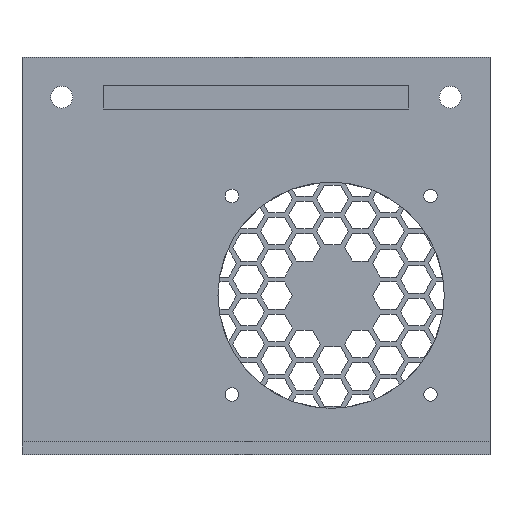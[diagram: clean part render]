
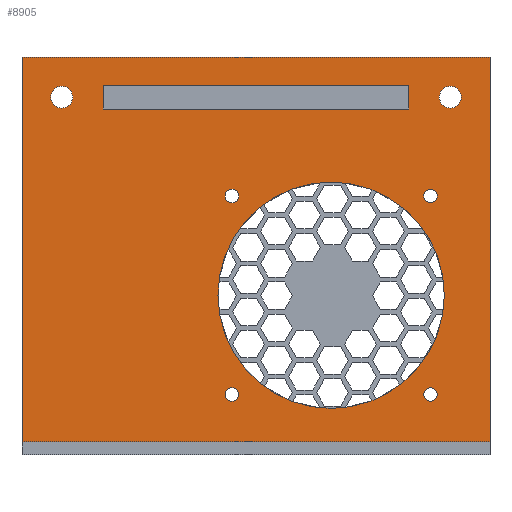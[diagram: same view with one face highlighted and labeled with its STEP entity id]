
A CAD part, top view. The second image highlights one B-rep face of the part: STEP entity #8905.
In plain terms, the highlighted planar face has unit normal (0, 0, 1).
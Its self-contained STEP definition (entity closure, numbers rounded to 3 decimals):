
#2364 = VERTEX_POINT('',#2365);
#2365 = CARTESIAN_POINT('',(58.917,0.,4.75));
#2371 = EDGE_CURVE('',#2364,#2372,#2374,.T.);
#2372 = VERTEX_POINT('',#2373);
#2373 = CARTESIAN_POINT('',(58.917,-96.75,4.75));
#2374 = LINE('',#2375,#2376);
#2375 = CARTESIAN_POINT('',(58.917,0.,4.75));
#2376 = VECTOR('',#2377,1.);
#2377 = DIRECTION('',(0.,-1.,0.));
#2468 = VERTEX_POINT('',#2469);
#2469 = CARTESIAN_POINT('',(-58.917,0.,4.75));
#2475 = EDGE_CURVE('',#2468,#2476,#2478,.T.);
#2476 = VERTEX_POINT('',#2477);
#2477 = CARTESIAN_POINT('',(-58.917,-96.75,4.75));
#2478 = LINE('',#2479,#2480);
#2479 = CARTESIAN_POINT('',(-58.917,0.,4.75));
#2480 = VECTOR('',#2481,1.);
#2481 = DIRECTION('',(0.,-1.,0.));
#2515 = VERTEX_POINT('',#2516);
#2516 = CARTESIAN_POINT('',(48.917,-12.75,4.75));
#2524 = EDGE_CURVE('',#2515,#2515,#2525,.T.);
#2525 = CIRCLE('',#2526,2.75);
#2526 = AXIS2_PLACEMENT_3D('',#2527,#2528,#2529);
#2527 = CARTESIAN_POINT('',(48.917,-10.,4.75));
#2528 = DIRECTION('',(0.,0.,1.));
#2529 = DIRECTION('',(0.,-1.,0.));
#2540 = VERTEX_POINT('',#2541);
#2541 = CARTESIAN_POINT('',(42.217,-34.875,4.75));
#2549 = EDGE_CURVE('',#2540,#2540,#2550,.T.);
#2550 = CIRCLE('',#2551,1.7);
#2551 = AXIS2_PLACEMENT_3D('',#2552,#2553,#2554);
#2552 = CARTESIAN_POINT('',(43.917,-34.875,4.75));
#2553 = DIRECTION('',(0.,0.,1.));
#2554 = DIRECTION('',(-1.,0.,0.));
#2597 = VERTEX_POINT('',#2598);
#2598 = CARTESIAN_POINT('',(47.417,-59.875,4.75));
#2604 = EDGE_CURVE('',#2597,#2597,#2605,.T.);
#2605 = CIRCLE('',#2606,28.5);
#2606 = AXIS2_PLACEMENT_3D('',#2607,#2608,#2609);
#2607 = CARTESIAN_POINT('',(18.917,-59.875,4.75));
#2608 = DIRECTION('',(0.,0.,-1.));
#2609 = DIRECTION('',(1.,0.,0.));
#5575 = VERTEX_POINT('',#5576);
#5576 = CARTESIAN_POINT('',(42.217,-84.875,4.75));
#5584 = EDGE_CURVE('',#5575,#5575,#5585,.T.);
#5585 = CIRCLE('',#5586,1.7);
#5586 = AXIS2_PLACEMENT_3D('',#5587,#5588,#5589);
#5587 = CARTESIAN_POINT('',(43.917,-84.875,4.75));
#5588 = DIRECTION('',(0.,0.,1.));
#5589 = DIRECTION('',(-1.,0.,0.));
#7780 = VERTEX_POINT('',#7781);
#7781 = CARTESIAN_POINT('',(-7.783,-34.875,4.75));
#7789 = EDGE_CURVE('',#7780,#7780,#7790,.T.);
#7790 = CIRCLE('',#7791,1.7);
#7791 = AXIS2_PLACEMENT_3D('',#7792,#7793,#7794);
#7792 = CARTESIAN_POINT('',(-6.083,-34.875,4.75));
#7793 = DIRECTION('',(0.,0.,1.));
#7794 = DIRECTION('',(-1.,0.,0.));
#7894 = VERTEX_POINT('',#7895);
#7895 = CARTESIAN_POINT('',(-48.917,-12.75,4.75));
#7903 = EDGE_CURVE('',#7894,#7894,#7904,.T.);
#7904 = CIRCLE('',#7905,2.75);
#7905 = AXIS2_PLACEMENT_3D('',#7906,#7907,#7908);
#7906 = CARTESIAN_POINT('',(-48.917,-10.,4.75));
#7907 = DIRECTION('',(0.,0.,-1.));
#7908 = DIRECTION('',(0.,-1.,0.));
#8851 = VERTEX_POINT('',#8852);
#8852 = CARTESIAN_POINT('',(-7.783,-84.875,4.75));
#8860 = EDGE_CURVE('',#8851,#8851,#8861,.T.);
#8861 = CIRCLE('',#8862,1.7);
#8862 = AXIS2_PLACEMENT_3D('',#8863,#8864,#8865);
#8863 = CARTESIAN_POINT('',(-6.083,-84.875,4.75));
#8864 = DIRECTION('',(0.,0.,1.));
#8865 = DIRECTION('',(-1.,0.,0.));
#8876 = EDGE_CURVE('',#2364,#2468,#8877,.T.);
#8877 = LINE('',#8878,#8879);
#8878 = CARTESIAN_POINT('',(0.,0.,4.75));
#8879 = VECTOR('',#8880,1.);
#8880 = DIRECTION('',(-1.,0.,0.));
#8905 = ADVANCED_FACE('',(#8906,#8917,#8920,#8923,#8926,#8929,#8932,
    #8935,#8969),#8972,.T.);
#8906 = FACE_BOUND('',#8907,.T.);
#8907 = EDGE_LOOP('',(#8908,#8909,#8910,#8916));
#8908 = ORIENTED_EDGE('',*,*,#8876,.T.);
#8909 = ORIENTED_EDGE('',*,*,#2475,.T.);
#8910 = ORIENTED_EDGE('',*,*,#8911,.F.);
#8911 = EDGE_CURVE('',#2372,#2476,#8912,.T.);
#8912 = LINE('',#8913,#8914);
#8913 = CARTESIAN_POINT('',(0.,-96.75,4.75));
#8914 = VECTOR('',#8915,1.);
#8915 = DIRECTION('',(-1.,0.,0.));
#8916 = ORIENTED_EDGE('',*,*,#2371,.F.);
#8917 = FACE_BOUND('',#8918,.T.);
#8918 = EDGE_LOOP('',(#8919));
#8919 = ORIENTED_EDGE('',*,*,#5584,.F.);
#8920 = FACE_BOUND('',#8921,.T.);
#8921 = EDGE_LOOP('',(#8922));
#8922 = ORIENTED_EDGE('',*,*,#2604,.T.);
#8923 = FACE_BOUND('',#8924,.T.);
#8924 = EDGE_LOOP('',(#8925));
#8925 = ORIENTED_EDGE('',*,*,#2549,.F.);
#8926 = FACE_BOUND('',#8927,.T.);
#8927 = EDGE_LOOP('',(#8928));
#8928 = ORIENTED_EDGE('',*,*,#2524,.F.);
#8929 = FACE_BOUND('',#8930,.T.);
#8930 = EDGE_LOOP('',(#8931));
#8931 = ORIENTED_EDGE('',*,*,#8860,.F.);
#8932 = FACE_BOUND('',#8933,.T.);
#8933 = EDGE_LOOP('',(#8934));
#8934 = ORIENTED_EDGE('',*,*,#7789,.F.);
#8935 = FACE_BOUND('',#8936,.T.);
#8936 = EDGE_LOOP('',(#8937,#8947,#8955,#8963));
#8937 = ORIENTED_EDGE('',*,*,#8938,.T.);
#8938 = EDGE_CURVE('',#8939,#8941,#8943,.T.);
#8939 = VERTEX_POINT('',#8940);
#8940 = CARTESIAN_POINT('',(38.417,-7.,4.75));
#8941 = VERTEX_POINT('',#8942);
#8942 = CARTESIAN_POINT('',(38.417,-13.,4.75));
#8943 = LINE('',#8944,#8945);
#8944 = CARTESIAN_POINT('',(38.417,-3.5,4.75));
#8945 = VECTOR('',#8946,1.);
#8946 = DIRECTION('',(0.,-1.,0.));
#8947 = ORIENTED_EDGE('',*,*,#8948,.F.);
#8948 = EDGE_CURVE('',#8949,#8941,#8951,.T.);
#8949 = VERTEX_POINT('',#8950);
#8950 = CARTESIAN_POINT('',(-38.417,-13.,4.75));
#8951 = LINE('',#8952,#8953);
#8952 = CARTESIAN_POINT('',(0.,-13.,4.75));
#8953 = VECTOR('',#8954,1.);
#8954 = DIRECTION('',(1.,0.,0.));
#8955 = ORIENTED_EDGE('',*,*,#8956,.F.);
#8956 = EDGE_CURVE('',#8957,#8949,#8959,.T.);
#8957 = VERTEX_POINT('',#8958);
#8958 = CARTESIAN_POINT('',(-38.417,-7.,4.75));
#8959 = LINE('',#8960,#8961);
#8960 = CARTESIAN_POINT('',(-38.417,-3.5,4.75));
#8961 = VECTOR('',#8962,1.);
#8962 = DIRECTION('',(0.,-1.,0.));
#8963 = ORIENTED_EDGE('',*,*,#8964,.F.);
#8964 = EDGE_CURVE('',#8939,#8957,#8965,.T.);
#8965 = LINE('',#8966,#8967);
#8966 = CARTESIAN_POINT('',(0.,-7.,4.75));
#8967 = VECTOR('',#8968,1.);
#8968 = DIRECTION('',(-1.,0.,0.));
#8969 = FACE_BOUND('',#8970,.T.);
#8970 = EDGE_LOOP('',(#8971));
#8971 = ORIENTED_EDGE('',*,*,#7903,.T.);
#8972 = PLANE('',#8973);
#8973 = AXIS2_PLACEMENT_3D('',#8974,#8975,#8976);
#8974 = CARTESIAN_POINT('',(0.,-48.375,4.75));
#8975 = DIRECTION('',(0.,0.,1.));
#8976 = DIRECTION('',(0.,1.,0.));
